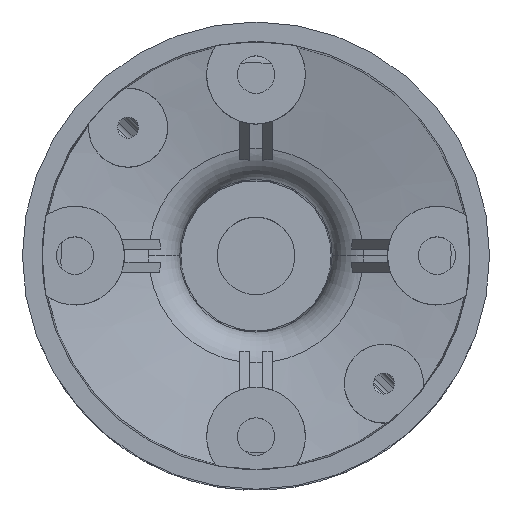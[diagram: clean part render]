
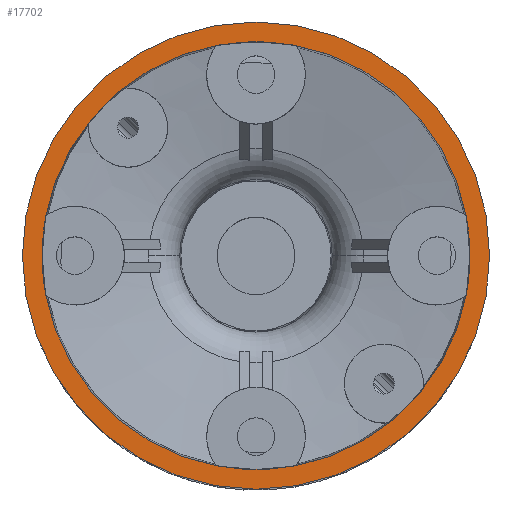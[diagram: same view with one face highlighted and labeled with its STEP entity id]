
A CAD part, top view. The second image highlights one B-rep face of the part: STEP entity #17702.
In plain terms, the highlighted planar face has unit normal (0, 0, 1).
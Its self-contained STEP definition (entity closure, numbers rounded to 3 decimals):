
#409 = CARTESIAN_POINT ( 'NONE',  ( -35.414, -11.315, 0. ) ) ;
#563 = DIRECTION ( 'NONE',  ( 0., 0., 1. ) ) ;
#1043 = DIRECTION ( 'NONE',  ( 1., 0., 0. ) ) ;
#1119 = CARTESIAN_POINT ( 'NONE',  ( -32.412, -11.315, 0. ) ) ;
#1165 = CIRCLE ( 'NONE', #16401, 35.5 ) ;
#1271 = EDGE_CURVE ( 'NONE', #9668, #3897, #27534, .T. ) ;
#1412 = ORIENTED_EDGE ( 'NONE', *, *, #7118, .T. ) ;
#2598 = AXIS2_PLACEMENT_3D ( 'NONE', #19011, #5824, #16832 ) ;
#3286 = DIRECTION ( 'NONE',  ( 1., 0., 0. ) ) ;
#3897 = VERTEX_POINT ( 'NONE', #25748 ) ;
#4877 = DIRECTION ( 'NONE',  ( -1., 0., 0. ) ) ;
#5556 = PLANE ( 'NONE',  #18066 ) ;
#5824 = DIRECTION ( 'NONE',  ( 0., 0., 1. ) ) ;
#7118 = EDGE_CURVE ( 'NONE', #3897, #9668, #1165, .T. ) ;
#7208 = FACE_BOUND ( 'NONE', #22652, .T. ) ;
#7474 = ORIENTED_EDGE ( 'NONE', *, *, #16310, .F. ) ;
#7867 = EDGE_LOOP ( 'NONE', ( #1412, #27261 ) ) ;
#8048 = DIRECTION ( 'NONE',  ( 1., 0., 0. ) ) ;
#9243 = DIRECTION ( 'NONE',  ( 0., 0., -1. ) ) ;
#9668 = VERTEX_POINT ( 'NONE', #409 ) ;
#9945 = CARTESIAN_POINT ( 'NONE',  ( 0.086, -11.315, 0. ) ) ;
#15830 = ORIENTED_EDGE ( 'NONE', *, *, #22426, .F. ) ;
#16310 = EDGE_CURVE ( 'NONE', #25567, #23057, #22628, .T. ) ;
#16401 = AXIS2_PLACEMENT_3D ( 'NONE', #16518, #27087, #1043 ) ;
#16411 = CARTESIAN_POINT ( 'NONE',  ( 0.086, 24.185, 0. ) ) ;
#16518 = CARTESIAN_POINT ( 'NONE',  ( 0.086, -11.315, 0. ) ) ;
#16556 = FACE_OUTER_BOUND ( 'NONE', #7867, .T. ) ;
#16832 = DIRECTION ( 'NONE',  ( 1., 0., 0. ) ) ;
#17702 = ADVANCED_FACE ( 'NONE', ( #7208, #16556 ), #5556, .F. ) ;
#18066 = AXIS2_PLACEMENT_3D ( 'NONE', #16411, #9243, #4877 ) ;
#18851 = CIRCLE ( 'NONE', #21617, 32.498 ) ;
#19011 = CARTESIAN_POINT ( 'NONE',  ( 0.086, -11.315, 0. ) ) ;
#19809 = CARTESIAN_POINT ( 'NONE',  ( 32.585, -11.315, 0. ) ) ;
#21617 = AXIS2_PLACEMENT_3D ( 'NONE', #9945, #563, #8048 ) ;
#22426 = EDGE_CURVE ( 'NONE', #23057, #25567, #18851, .T. ) ;
#22628 = CIRCLE ( 'NONE', #25399, 32.498 ) ;
#22652 = EDGE_LOOP ( 'NONE', ( #15830, #7474 ) ) ;
#22957 = CARTESIAN_POINT ( 'NONE',  ( 0.086, -11.315, 0. ) ) ;
#23057 = VERTEX_POINT ( 'NONE', #19809 ) ;
#25276 = DIRECTION ( 'NONE',  ( 0., 0., 1. ) ) ;
#25399 = AXIS2_PLACEMENT_3D ( 'NONE', #22957, #25276, #3286 ) ;
#25567 = VERTEX_POINT ( 'NONE', #1119 ) ;
#25748 = CARTESIAN_POINT ( 'NONE',  ( 35.586, -11.315, 0. ) ) ;
#27087 = DIRECTION ( 'NONE',  ( 0., 0., 1. ) ) ;
#27261 = ORIENTED_EDGE ( 'NONE', *, *, #1271, .T. ) ;
#27534 = CIRCLE ( 'NONE', #2598, 35.5 ) ;
